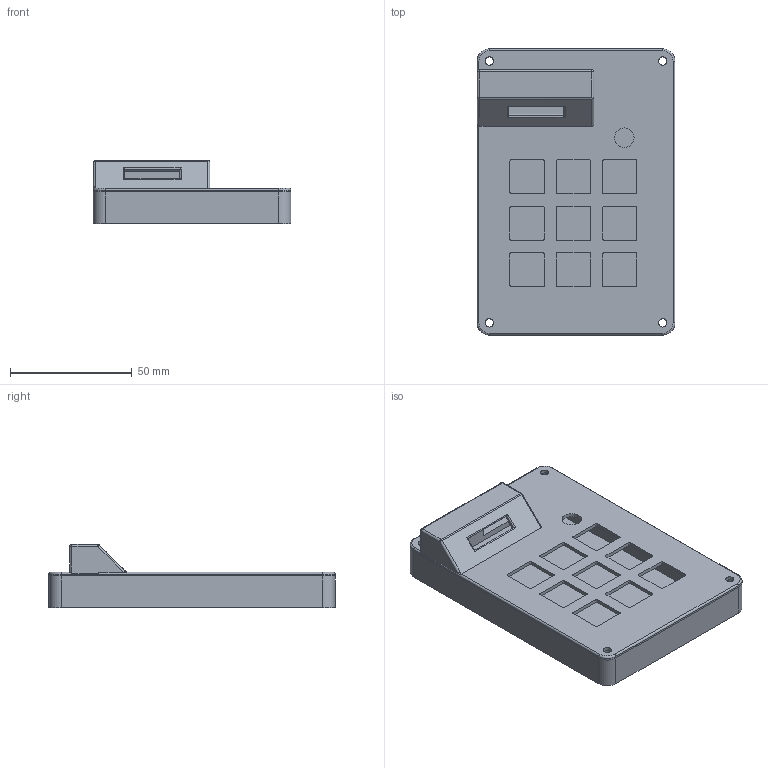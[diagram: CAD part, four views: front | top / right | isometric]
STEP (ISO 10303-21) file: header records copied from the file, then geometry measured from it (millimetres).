
FILE_DESCRIPTION(/* description */ (''),/* implementation_level */ '2;1');
FILE_NAME(/* name */ 'ZachPad-main.step',/* time_stamp */ '2025-12-04T16:29:38-07:00',/* author */ (''),/* organization */ (''),/* preprocessor_version */ 'ST-DEVELOPER v20.1',/* originating_system */ 'Autodesk Translation Framework v14.21.0.0',/* authorisation */ '');
FILE_SCHEMA (('AUTOMOTIVE_DESIGN { 1 0 10303 214 3 1 1 }','INTEGRATED_CNC_SCHEMA','MODEL_BASED_INTEGRATED_MANUFACTURING_SCHEMA','AP242_MANAGED_MODEL_BASED_3D_ENGINEERING_MIM_LF { 1 0 10303 442 3 1 4 }'));
Length unit declared in the file: millimetre
Products named in the file (1): ZachPad-main
Bounding box: 81.1 x 117.41 x 25.93 mm (x, y, z)
Volume: 74780.5 mm3; surface area: 46358.5 mm2
Topology: 2 solids, 2 shells, 369 faces, 1015 edges, 669 vertices
Faces by surface type: bspline 146, plane 143, cylinder 73, torus 4, sphere 3
Full cylindrical faces by diameter (mm): 3.4 x8, 6 x4, 8 x1
Entity records: 13224 total; most frequent: CARTESIAN_POINT 4593, ORIENTED_EDGE 2030, DIRECTION 1319, EDGE_CURVE 1015, VERTEX_POINT 669, LINE 573, VECTOR 573, EDGE_LOOP 426
